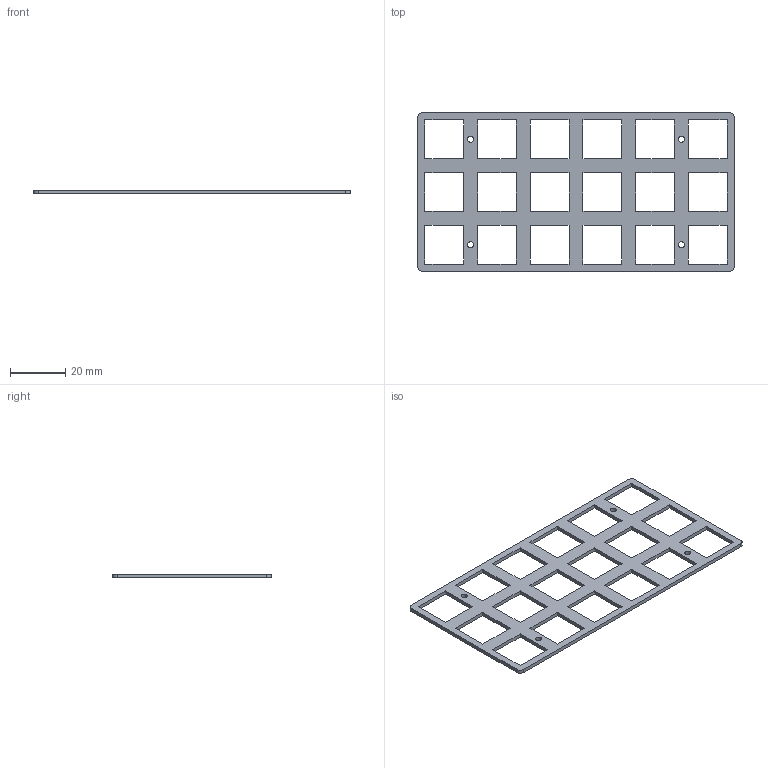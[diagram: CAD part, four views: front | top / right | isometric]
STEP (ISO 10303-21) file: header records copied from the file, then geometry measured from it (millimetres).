
FILE_DESCRIPTION(('HOOPS Exchange Step'),'2;1');
FILE_NAME('temp_export','2025-04-05T14:23:06-04:00',('jscotto'),('Shapr3D Limited'),'HOOPS Exchange 2024.8','Shapr3D','Authorized');
FILE_SCHEMA( ('AP242_MANAGED_MODEL_BASED_3D_ENGINEERING_MIM_LF {1 0 10303 442 1 1 4}') );
Length unit declared in the file: millimetre
Products named in the file (1): Plate
Bounding box: 114.3 x 57.15 x 1.4 mm (x, y, z)
Volume: 4182 mm3; surface area: 7900.6 mm2
Topology: 1 solids, 1 shells, 86 faces, 260 edges, 176 vertices
Faces by surface type: plane 78, cylinder 8
Full cylindrical faces by diameter (mm): 2.2 x4
Entity records: 3016 total; most frequent: CARTESIAN_POINT 524, ORIENTED_EDGE 520, DIRECTION 460, EDGE_CURVE 260, VECTOR 236, LINE 236, VERTEX_POINT 176, EDGE_LOOP 130
